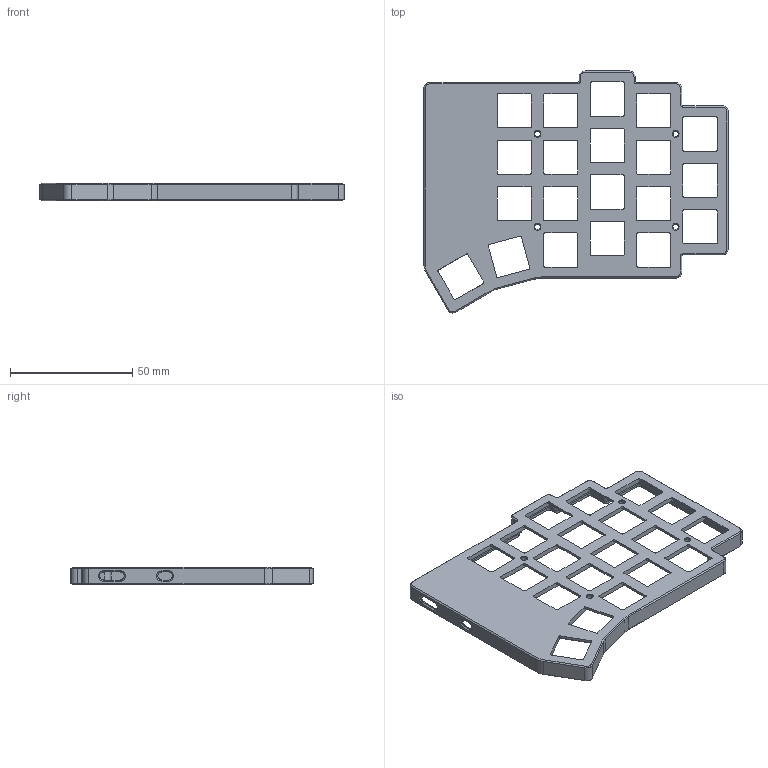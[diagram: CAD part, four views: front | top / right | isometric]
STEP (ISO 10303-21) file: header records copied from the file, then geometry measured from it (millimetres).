
FILE_DESCRIPTION(('FreeCAD Model'),'2;1');
FILE_NAME('Open CASCADE Shape Model','2024-10-28T18:14:36',(''),(''), 'Open CASCADE STEP processor 7.6','FreeCAD','Unknown');
FILE_SCHEMA(('AUTOMOTIVE_DESIGN { 1 0 10303 214 1 1 1 1 }'));
Length unit declared in the file: millimetre
Products named in the file (1): Top-Mirrored
Bounding box: 124.5 x 98.98 x 7.3 mm (x, y, z)
Volume: 15041.3 mm3; surface area: 18949.8 mm2
Topology: 1 solids, 1 shells, 394 faces, 1112 edges, 718 vertices
Faces by surface type: plane 213, cylinder 141, cone 40
Full cylindrical faces by diameter (mm): 2.2 x4
Entity records: 12840 total; most frequent: DIRECTION 2236, CARTESIAN_POINT 2225, ORIENTED_EDGE 2224, EDGE_CURVE 1112, LINE 778, VECTOR 778, AXIS2_PLACEMENT_3D 729, VERTEX_POINT 718
